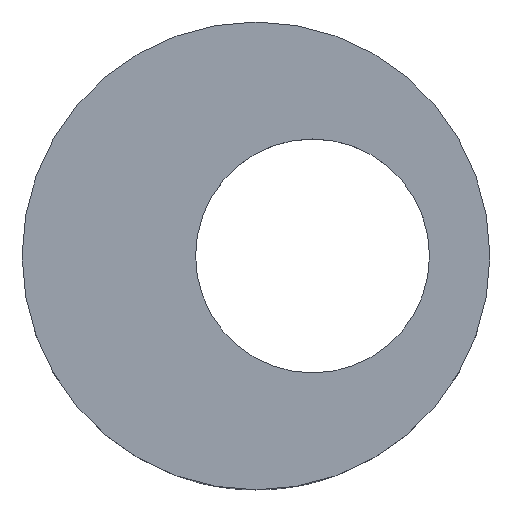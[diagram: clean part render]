
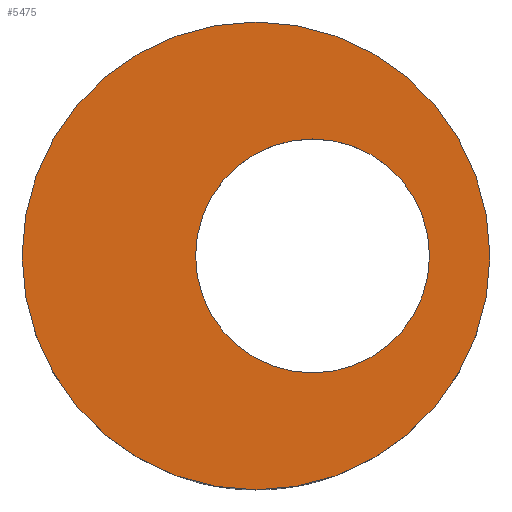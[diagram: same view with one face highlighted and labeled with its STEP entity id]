
A CAD part, top view. The second image highlights one B-rep face of the part: STEP entity #5475.
In plain terms, the highlighted planar face has unit normal (0, 0, 1).
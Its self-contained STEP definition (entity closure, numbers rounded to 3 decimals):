
#2338 = DIRECTION ( 'NONE',  ( 1., 0., 0. ) ) ;
#2828 = VERTEX_POINT ( 'NONE', #19294 ) ;
#3547 = ORIENTED_EDGE ( 'NONE', *, *, #13015, .F. ) ;
#3563 = PLANE ( 'NONE',  #18997 ) ;
#3598 = CARTESIAN_POINT ( 'NONE',  ( 0., 0., 130. ) ) ;
#3664 = DIRECTION ( 'NONE',  ( 0., 0., 1. ) ) ;
#4348 = EDGE_CURVE ( 'NONE', #10544, #17358, #13139, .T. ) ;
#4483 = CARTESIAN_POINT ( 'NONE',  ( -155., 0., 130. ) ) ;
#4921 = EDGE_CURVE ( 'NONE', #17358, #10544, #14780, .T. ) ;
#5475 = ADVANCED_FACE ( 'NONE', ( #14599, #11633 ), #3563, .T. ) ;
#5576 = EDGE_LOOP ( 'NONE', ( #9090, #18464 ) ) ;
#5772 = DIRECTION ( 'NONE',  ( 1., 0., 0. ) ) ;
#6082 = DIRECTION ( 'NONE',  ( 0., 0., 1. ) ) ;
#6676 = EDGE_CURVE ( 'NONE', #15327, #2828, #9538, .T. ) ;
#7639 = DIRECTION ( 'NONE',  ( 1., 0., 0. ) ) ;
#7674 = CARTESIAN_POINT ( 'NONE',  ( 600., 0., 130. ) ) ;
#7739 = DIRECTION ( 'NONE',  ( 0., 0., 1. ) ) ;
#8099 = DIRECTION ( 'NONE',  ( 0., 0., 1. ) ) ;
#8162 = CARTESIAN_POINT ( 'NONE',  ( 0., 0., 130. ) ) ;
#8392 = DIRECTION ( 'NONE',  ( 1., 0., 0. ) ) ;
#8394 = CARTESIAN_POINT ( 'NONE',  ( -600., 0., 130. ) ) ;
#8888 = AXIS2_PLACEMENT_3D ( 'NONE', #19686, #6082, #5772 ) ;
#9090 = ORIENTED_EDGE ( 'NONE', *, *, #4348, .T. ) ;
#9538 = CIRCLE ( 'NONE', #8888, 300. ) ;
#9562 = AXIS2_PLACEMENT_3D ( 'NONE', #3598, #8099, #8392 ) ;
#10033 = DIRECTION ( 'NONE',  ( 0., 0., 1. ) ) ;
#10544 = VERTEX_POINT ( 'NONE', #8394 ) ;
#11633 = FACE_OUTER_BOUND ( 'NONE', #5576, .T. ) ;
#13015 = EDGE_CURVE ( 'NONE', #2828, #15327, #15675, .T. ) ;
#13139 = CIRCLE ( 'NONE', #9562, 600. ) ;
#13194 = CARTESIAN_POINT ( 'NONE',  ( 0., 0., 130. ) ) ;
#14599 = FACE_BOUND ( 'NONE', #15018, .T. ) ;
#14780 = CIRCLE ( 'NONE', #15723, 600. ) ;
#15018 = EDGE_LOOP ( 'NONE', ( #3547, #16313 ) ) ;
#15327 = VERTEX_POINT ( 'NONE', #4483 ) ;
#15675 = CIRCLE ( 'NONE', #16324, 300. ) ;
#15723 = AXIS2_PLACEMENT_3D ( 'NONE', #13194, #10033, #19338 ) ;
#16313 = ORIENTED_EDGE ( 'NONE', *, *, #6676, .F. ) ;
#16324 = AXIS2_PLACEMENT_3D ( 'NONE', #16841, #7739, #7639 ) ;
#16841 = CARTESIAN_POINT ( 'NONE',  ( 145., 0., 130. ) ) ;
#17358 = VERTEX_POINT ( 'NONE', #7674 ) ;
#18464 = ORIENTED_EDGE ( 'NONE', *, *, #4921, .T. ) ;
#18997 = AXIS2_PLACEMENT_3D ( 'NONE', #8162, #3664, #2338 ) ;
#19294 = CARTESIAN_POINT ( 'NONE',  ( 445., 0., 130. ) ) ;
#19338 = DIRECTION ( 'NONE',  ( 1., 0., 0. ) ) ;
#19686 = CARTESIAN_POINT ( 'NONE',  ( 145., 0., 130. ) ) ;
